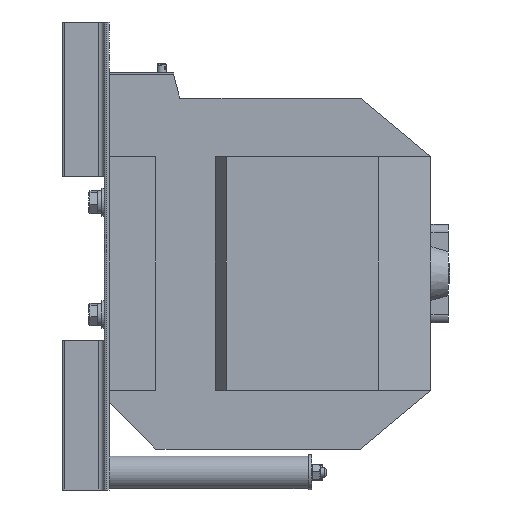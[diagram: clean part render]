
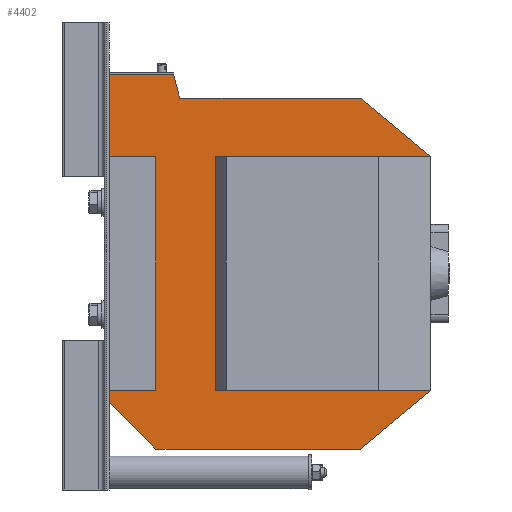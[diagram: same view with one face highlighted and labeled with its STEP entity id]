
A CAD part, left-side view. The second image highlights one B-rep face of the part: STEP entity #4402.
In plain terms, the highlighted face is planar.
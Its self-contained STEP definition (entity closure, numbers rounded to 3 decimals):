
#4402=ADVANCED_FACE('',(#13276),#13278,.F.);
#13276=FACE_BOUND('',#13277,.T.);
#13277=EDGE_LOOP('',(#20139,#20140,#20141,#20142,#20143,#20144,#20145,#20146,#20147,
#20148,#20149,#20150,#20151,#20152,#20153));
#13278=PLANE('',#13279);
#13279=AXIS2_PLACEMENT_3D('',#13280,#13281,#13282);
#13280=CARTESIAN_POINT('',(-150.,55.,-46.878));
#13281=DIRECTION('',(0.,-1.,0.));
#13282=DIRECTION('',(0.,0.,-1.));
#20139=ORIENTED_EDGE('',*,*,#24720,.F.);
#20140=ORIENTED_EDGE('',*,*,#24721,.F.);
#20141=ORIENTED_EDGE('',*,*,#24722,.F.);
#20142=ORIENTED_EDGE('',*,*,#24723,.T.);
#20143=ORIENTED_EDGE('',*,*,#24724,.T.);
#20144=ORIENTED_EDGE('',*,*,#24725,.F.);
#20145=ORIENTED_EDGE('',*,*,#24726,.F.);
#20146=ORIENTED_EDGE('',*,*,#24727,.T.);
#20147=ORIENTED_EDGE('',*,*,#24728,.T.);
#20148=ORIENTED_EDGE('',*,*,#24656,.F.);
#20149=ORIENTED_EDGE('',*,*,#24729,.T.);
#20150=ORIENTED_EDGE('',*,*,#24730,.F.);
#20151=ORIENTED_EDGE('',*,*,#24731,.F.);
#20152=ORIENTED_EDGE('',*,*,#24652,.F.);
#20153=ORIENTED_EDGE('',*,*,#24719,.F.);
#24652=EDGE_CURVE('',#27463,#27465,#27466,.F.);
#24656=EDGE_CURVE('',#27471,#27473,#27474,.F.);
#24719=EDGE_CURVE('',#27575,#27463,#27577,.T.);
#24720=EDGE_CURVE('',#27578,#27575,#27579,.F.);
#24721=EDGE_CURVE('',#27580,#27578,#27581,.T.);
#24722=EDGE_CURVE('',#27582,#27580,#27583,.T.);
#24723=EDGE_CURVE('',#27582,#27584,#27585,.T.);
#24724=EDGE_CURVE('',#27584,#27586,#27587,.T.);
#24725=EDGE_CURVE('',#27588,#27586,#27589,.T.);
#24726=EDGE_CURVE('',#27590,#27588,#27591,.F.);
#24727=EDGE_CURVE('',#27590,#27592,#27593,.T.);
#24728=EDGE_CURVE('',#27592,#27473,#27594,.T.);
#24729=EDGE_CURVE('',#27471,#27595,#27596,.T.);
#24730=EDGE_CURVE('',#27597,#27595,#27598,.T.);
#24731=EDGE_CURVE('',#27465,#27597,#27599,.T.);
#27463=VERTEX_POINT('',#33505);
#27465=VERTEX_POINT('',#33509);
#27466=LINE('',#33510,#33511);
#27471=VERTEX_POINT('',#33521);
#27473=VERTEX_POINT('',#33525);
#27474=LINE('',#33526,#33527);
#27575=VERTEX_POINT('',#33766);
#27577=LINE('',#33770,#33771);
#27578=VERTEX_POINT('',#33773);
#27579=LINE('',#33774,#33775);
#27580=VERTEX_POINT('',#33777);
#27581=LINE('',#33778,#33779);
#27582=VERTEX_POINT('',#33781);
#27583=LINE('',#33782,#33783);
#27584=VERTEX_POINT('',#33785);
#27585=LINE('',#33786,#33787);
#27586=VERTEX_POINT('',#33789);
#27587=LINE('',#33790,#33791);
#27588=VERTEX_POINT('',#33793);
#27589=LINE('',#33794,#33795);
#27590=VERTEX_POINT('',#33797);
#27591=LINE('',#33798,#33799);
#27592=VERTEX_POINT('',#33801);
#27593=LINE('',#33802,#33803);
#27594=LINE('',#33805,#33806);
#27595=VERTEX_POINT('',#33808);
#27596=LINE('',#33809,#33810);
#27597=VERTEX_POINT('',#33812);
#27598=LINE('',#33813,#33814);
#27599=LINE('',#33816,#33817);
#33505=CARTESIAN_POINT('',(-110.,55.,-137.5));
#33509=CARTESIAN_POINT('',(-100.,55.,-137.5));
#33510=CARTESIAN_POINT('',(-100.,55.,-137.5));
#33511=VECTOR('',#33512,1.);
#33512=DIRECTION('',(-1.,0.,0.));
#33521=CARTESIAN_POINT('',(100.,55.,-137.5));
#33525=CARTESIAN_POINT('',(170.,55.,-137.5));
#33526=CARTESIAN_POINT('',(170.,55.,-137.5));
#33527=VECTOR('',#33528,1.);
#33528=DIRECTION('',(-1.,0.,0.));
#33766=CARTESIAN_POINT('',(-150.,55.,-97.5));
#33770=CARTESIAN_POINT('',(-150.,55.,-97.5));
#33771=VECTOR('',#33772,1.);
#33772=DIRECTION('',(0.707,0.,-0.707));
#33773=CARTESIAN_POINT('',(-150.,55.,77.5));
#33774=CARTESIAN_POINT('',(-150.,55.,-97.5));
#33775=VECTOR('',#33776,1.);
#33776=DIRECTION('',(0.,0.,1.));
#33777=CARTESIAN_POINT('',(-100.,55.,137.5));
#33778=CARTESIAN_POINT('',(-100.,55.,137.5));
#33779=VECTOR('',#33780,1.);
#33780=DIRECTION('',(-0.64,0.,-0.768));
#33781=CARTESIAN_POINT('',(-100.,55.,-46.878));
#33782=CARTESIAN_POINT('',(-100.,55.,-46.878));
#33783=VECTOR('',#33784,1.);
#33784=DIRECTION('',(0.,0.,1.));
#33785=CARTESIAN_POINT('',(100.,55.,-46.878));
#33786=CARTESIAN_POINT('',(-100.,55.,-46.878));
#33787=VECTOR('',#33788,1.);
#33788=DIRECTION('',(1.,0.,0.));
#33789=CARTESIAN_POINT('',(100.,55.,137.5));
#33790=CARTESIAN_POINT('',(100.,55.,-46.878));
#33791=VECTOR('',#33792,1.);
#33792=DIRECTION('',(0.,0.,1.));
#33793=CARTESIAN_POINT('',(150.,55.,77.5));
#33794=CARTESIAN_POINT('',(150.,55.,77.5));
#33795=VECTOR('',#33796,1.);
#33796=DIRECTION('',(-0.64,0.,0.768));
#33797=CARTESIAN_POINT('',(150.,55.,-77.141));
#33798=CARTESIAN_POINT('',(150.,55.,77.5));
#33799=VECTOR('',#33800,1.);
#33800=DIRECTION('',(0.,0.,-1.));
#33801=CARTESIAN_POINT('',(170.,55.,-82.5));
#33802=CARTESIAN_POINT('',(150.,55.,-77.141));
#33803=VECTOR('',#33804,1.);
#33804=DIRECTION('',(0.966,0.,-0.259));
#33805=CARTESIAN_POINT('',(170.,55.,-82.5));
#33806=VECTOR('',#33807,1.);
#33807=DIRECTION('',(0.,0.,-1.));
#33808=CARTESIAN_POINT('',(100.,55.,-97.5));
#33809=CARTESIAN_POINT('',(100.,55.,-137.5));
#33810=VECTOR('',#33811,1.);
#33811=DIRECTION('',(0.,0.,1.));
#33812=CARTESIAN_POINT('',(-100.,55.,-97.5));
#33813=CARTESIAN_POINT('',(-100.,55.,-97.5));
#33814=VECTOR('',#33815,1.);
#33815=DIRECTION('',(1.,0.,0.));
#33816=CARTESIAN_POINT('',(-100.,55.,-137.5));
#33817=VECTOR('',#33818,1.);
#33818=DIRECTION('',(0.,0.,1.));
